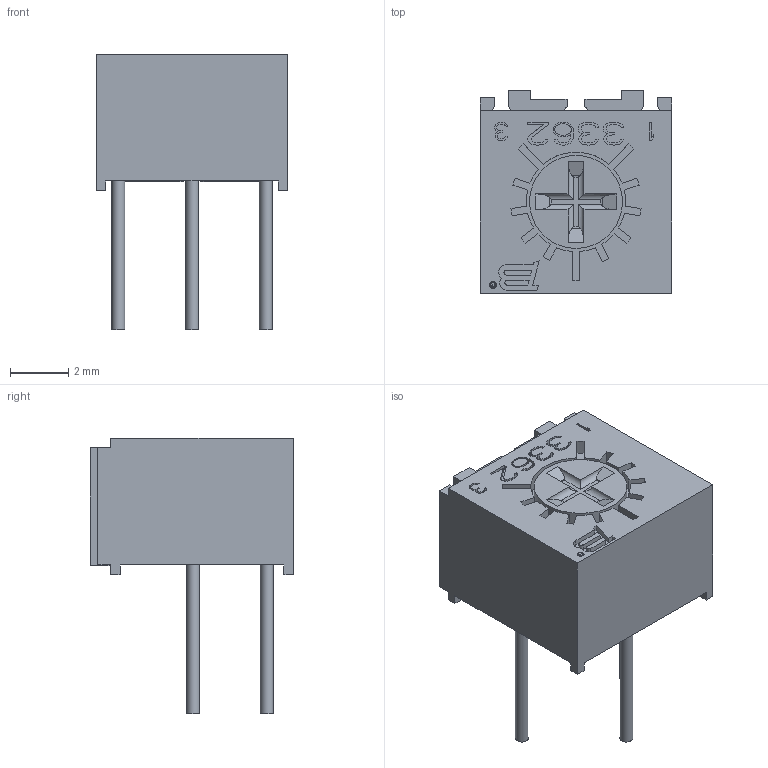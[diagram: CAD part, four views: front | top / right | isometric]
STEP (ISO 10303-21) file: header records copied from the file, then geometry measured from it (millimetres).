
FILE_DESCRIPTION(/* description */ ('STEP AP203'),/* implementation_level */ '2;1');
FILE_NAME(/* name */ '3362P-1-202LF.step',/* time_stamp */ '2025-09-20T13:03:26+08:00',/* author */ (''),/* organization */ (''),/* preprocessor_version */ 'ST-DEVELOPER v20.1',/* originating_system */ 'Autodesk Translation Framework v14.10.0.0',/* authorisation */ '');
FILE_SCHEMA (('AUTOMOTIVE_DESIGN { 1 0 10303 214 3 1 1 }'));
Length unit declared in the file: millimetre
Products named in the file (1): 3362P-1-103LF
Bounding box: 6.6 x 6.99 x 9.5 mm (x, y, z)
Volume: 190.5 mm3; surface area: 291.4 mm2
Topology: 5 solids, 5 shells, 439 faces, 1228 edges, 816 vertices
Faces by surface type: plane 391, cylinder 46, bspline 2
Full cylindrical faces by diameter (mm): 0.191 x1, 0.241 x1, 0.45 x3, 2.9 x1, 3.2 x1
Entity records: 13946 total; most frequent: CARTESIAN_POINT 2498, ORIENTED_EDGE 2456, DIRECTION 2196, EDGE_CURVE 1228, LINE 1136, VECTOR 1136, VERTEX_POINT 816, AXIS2_PLACEMENT_3D 530
